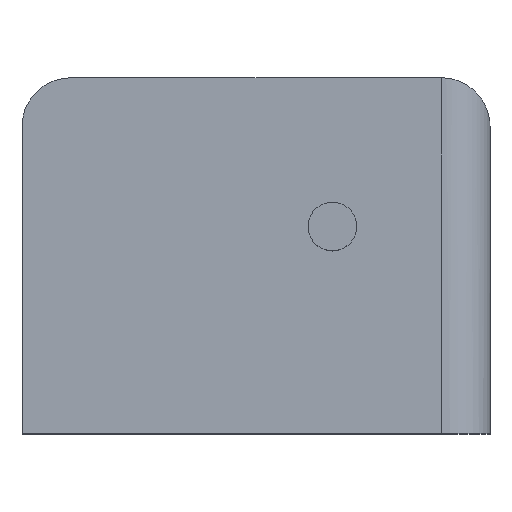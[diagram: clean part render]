
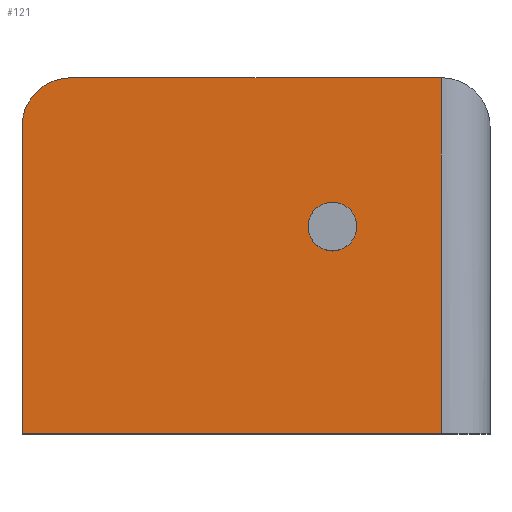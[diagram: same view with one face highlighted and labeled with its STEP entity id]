
A CAD part, top view. The second image highlights one B-rep face of the part: STEP entity #121.
In plain terms, the highlighted planar face has unit normal (0, 0, 1).
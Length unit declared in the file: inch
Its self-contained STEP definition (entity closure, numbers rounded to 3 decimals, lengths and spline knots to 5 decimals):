
#4 = ORIENTED_EDGE ( 'NONE', *, *, #154, .T. ) ;
#8 = ORIENTED_EDGE ( 'NONE', *, *, #207, .T. ) ;
#39 = CARTESIAN_POINT ( 'NONE',  ( 0., 1.46094, 1.1 ) ) ;
#42 = LINE ( 'NONE', #440, #473 ) ;
#46 = DIRECTION ( 'NONE',  ( 1., 0., 0. ) ) ;
#49 = CIRCLE ( 'NONE', #148, 0.1 ) ;
#63 = LINE ( 'NONE', #101, #202 ) ;
#69 = CARTESIAN_POINT ( 'NONE',  ( 0., 0., 1.1 ) ) ;
#90 = CARTESIAN_POINT ( 'NONE',  ( 1.92094, 1.46094, 1.1 ) ) ;
#101 = CARTESIAN_POINT ( 'NONE',  ( 1.72094, 1.46094, 1.1 ) ) ;
#109 = DIRECTION ( 'NONE',  ( 0., 0., 1. ) ) ;
#115 = ORIENTED_EDGE ( 'NONE', *, *, #128, .T. ) ;
#120 = CIRCLE ( 'NONE', #361, 0.1 ) ;
#121 = ADVANCED_FACE ( 'NONE', ( #211, #402 ), #330, .T. ) ;
#128 = EDGE_CURVE ( 'NONE', #405, #197, #42, .T. ) ;
#144 = CARTESIAN_POINT ( 'NONE',  ( 1.17405, 0.85, 1.1 ) ) ;
#145 = EDGE_LOOP ( 'NONE', ( #115, #191, #4, #477, #8 ) ) ;
#148 = AXIS2_PLACEMENT_3D ( 'NONE', #433, #109, #437 ) ;
#154 = EDGE_CURVE ( 'NONE', #218, #316, #257, .T. ) ;
#158 = CARTESIAN_POINT ( 'NONE',  ( 0., 1.26094, 1.1 ) ) ;
#175 = DIRECTION ( 'NONE',  ( -1., 0., 0. ) ) ;
#178 = DIRECTION ( 'NONE',  ( 0., -1., 0. ) ) ;
#186 = CARTESIAN_POINT ( 'NONE',  ( 0.2, 1.46094, 1.1 ) ) ;
#187 = AXIS2_PLACEMENT_3D ( 'NONE', #324, #371, #451 ) ;
#191 = ORIENTED_EDGE ( 'NONE', *, *, #277, .T. ) ;
#197 = VERTEX_POINT ( 'NONE', #208 ) ;
#202 = VECTOR ( 'NONE', #220, 39.37008 ) ;
#207 = EDGE_CURVE ( 'NONE', #401, #405, #411, .T. ) ;
#208 = CARTESIAN_POINT ( 'NONE',  ( 1.72094, 0., 1.1 ) ) ;
#211 = FACE_BOUND ( 'NONE', #461, .T. ) ;
#213 = AXIS2_PLACEMENT_3D ( 'NONE', #332, #497, #381 ) ;
#218 = VERTEX_POINT ( 'NONE', #398 ) ;
#220 = DIRECTION ( 'NONE',  ( 0., 1., 0. ) ) ;
#234 = EDGE_CURVE ( 'NONE', #442, #311, #120, .T. ) ;
#240 = CARTESIAN_POINT ( 'NONE',  ( 1.37405, 0.85, 1.1 ) ) ;
#254 = DIRECTION ( 'NONE',  ( 1., 0., 0. ) ) ;
#256 = CIRCLE ( 'NONE', #213, 0.2 ) ;
#257 = LINE ( 'NONE', #90, #380 ) ;
#264 = EDGE_CURVE ( 'NONE', #316, #401, #256, .T. ) ;
#277 = EDGE_CURVE ( 'NONE', #197, #218, #63, .T. ) ;
#297 = ORIENTED_EDGE ( 'NONE', *, *, #431, .F. ) ;
#311 = VERTEX_POINT ( 'NONE', #144 ) ;
#316 = VERTEX_POINT ( 'NONE', #186 ) ;
#324 = CARTESIAN_POINT ( 'NONE',  ( 0., 0., 1.1 ) ) ;
#330 = PLANE ( 'NONE',  #187 ) ;
#332 = CARTESIAN_POINT ( 'NONE',  ( 0.2, 1.26094, 1.1 ) ) ;
#361 = AXIS2_PLACEMENT_3D ( 'NONE', #448, #404, #46 ) ;
#371 = DIRECTION ( 'NONE',  ( 0., 0., 1. ) ) ;
#380 = VECTOR ( 'NONE', #175, 39.37008 ) ;
#381 = DIRECTION ( 'NONE',  ( 1., 0., 0. ) ) ;
#398 = CARTESIAN_POINT ( 'NONE',  ( 1.72094, 1.46094, 1.1 ) ) ;
#399 = VECTOR ( 'NONE', #178, 39.37008 ) ;
#401 = VERTEX_POINT ( 'NONE', #158 ) ;
#402 = FACE_OUTER_BOUND ( 'NONE', #145, .T. ) ;
#404 = DIRECTION ( 'NONE',  ( 0., 0., 1. ) ) ;
#405 = VERTEX_POINT ( 'NONE', #69 ) ;
#411 = LINE ( 'NONE', #39, #399 ) ;
#431 = EDGE_CURVE ( 'NONE', #311, #442, #49, .T. ) ;
#433 = CARTESIAN_POINT ( 'NONE',  ( 1.27405, 0.85, 1.1 ) ) ;
#437 = DIRECTION ( 'NONE',  ( 1., 0., 0. ) ) ;
#440 = CARTESIAN_POINT ( 'NONE',  ( 0., 0., 1.1 ) ) ;
#442 = VERTEX_POINT ( 'NONE', #240 ) ;
#448 = CARTESIAN_POINT ( 'NONE',  ( 1.27405, 0.85, 1.1 ) ) ;
#451 = DIRECTION ( 'NONE',  ( 1., 0., 0. ) ) ;
#452 = ORIENTED_EDGE ( 'NONE', *, *, #234, .F. ) ;
#461 = EDGE_LOOP ( 'NONE', ( #452, #297 ) ) ;
#473 = VECTOR ( 'NONE', #254, 39.37008 ) ;
#477 = ORIENTED_EDGE ( 'NONE', *, *, #264, .T. ) ;
#497 = DIRECTION ( 'NONE',  ( 0., 0., 1. ) ) ;
